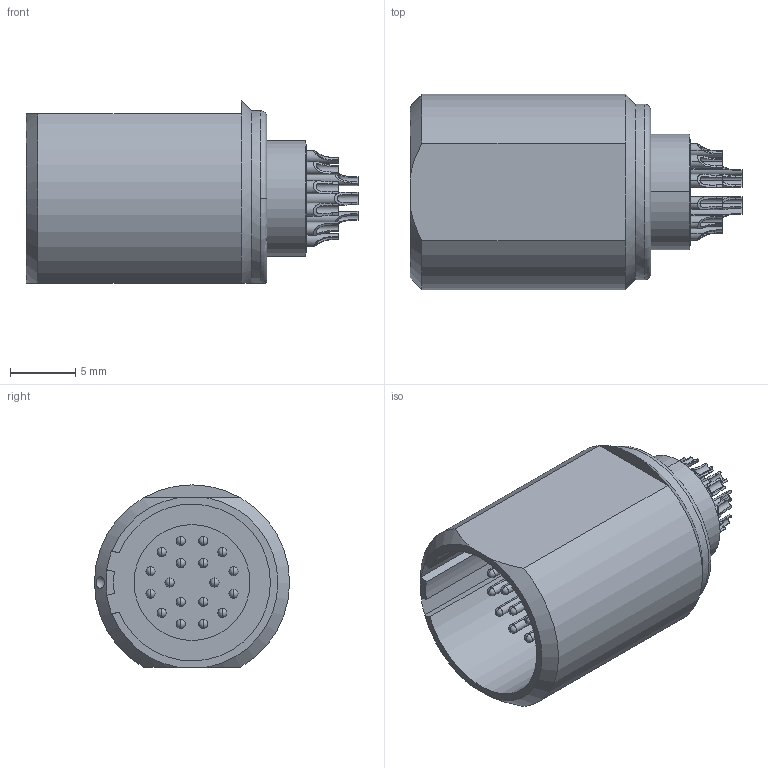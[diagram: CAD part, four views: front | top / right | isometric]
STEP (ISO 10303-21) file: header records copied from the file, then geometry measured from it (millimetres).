
FILE_DESCRIPTION((''),'2;1');
FILE_NAME('G52LAC-P18M','2014-01-24T',('RTrager'),(''),'PRO/ENGINEER BY PARAMETRIC TECHNOLOGY CORPORATION, 2013050','PRO/ENGINEER BY PARAMETRIC TECHNOLOGY CORPORATION, 2013050','');
FILE_SCHEMA(('CONFIG_CONTROL_DESIGN'));
Length unit declared in the file: millimetre
Products named in the file (1): G52LAC-P18M
Bounding box: 25.5 x 15 x 14 mm (x, y, z)
Volume: 1928.9 mm3; surface area: 2288.7 mm2
Topology: 1 solids, 1 shells, 280 faces, 732 edges, 456 vertices
Faces by surface type: cylinder 153, plane 58, sphere 37, torus 20, bspline 9, cone 3
Entity records: 10570 total; most frequent: CARTESIAN_POINT 3757, DIRECTION 1478, ORIENTED_EDGE 1388, EDGE_CURVE 694, AXIS2_PLACEMENT_3D 621, VERTEX_POINT 456, CIRCLE 350, EDGE_LOOP 320
